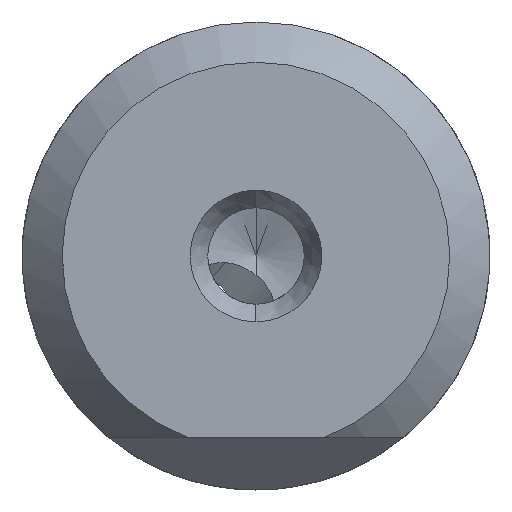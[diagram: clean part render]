
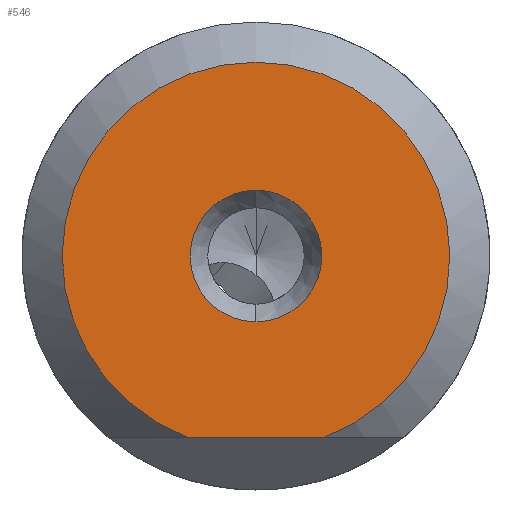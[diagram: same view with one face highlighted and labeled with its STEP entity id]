
A CAD part, left-side view. The second image highlights one B-rep face of the part: STEP entity #546.
In plain terms, the highlighted planar face has unit normal (-1, 0, 0).
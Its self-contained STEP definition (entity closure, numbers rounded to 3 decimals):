
#19 = CARTESIAN_POINT ( 'NONE',  ( 0., 0., 0. ) ) ;
#31 = DIRECTION ( 'NONE',  ( 0., 0., 1. ) ) ;
#88 = DIRECTION ( 'NONE',  ( 1., 0., 0. ) ) ;
#251 = CARTESIAN_POINT ( 'NONE',  ( 0., 2.25, -6.2 ) ) ;
#266 = EDGE_LOOP ( 'NONE', ( #290, #758 ) ) ;
#290 = ORIENTED_EDGE ( 'NONE', *, *, #1658, .F. ) ;
#303 = DIRECTION ( 'NONE',  ( 0., 0., 1. ) ) ;
#334 = VERTEX_POINT ( 'NONE', #394 ) ;
#394 = CARTESIAN_POINT ( 'NONE',  ( 0., -2.335, -6.2 ) ) ;
#473 = DIRECTION ( 'NONE',  ( -1., 0., 0. ) ) ;
#494 = EDGE_CURVE ( 'NONE', #803, #334, #608, .T. ) ;
#546 = ADVANCED_FACE ( 'NONE', ( #732, #2543 ), #881, .F. ) ;
#581 = CIRCLE ( 'NONE', #1926, 2.25 ) ;
#582 = CIRCLE ( 'NONE', #664, 6.625 ) ;
#598 = CARTESIAN_POINT ( 'NONE',  ( 0., 0., 0. ) ) ;
#608 = LINE ( 'NONE', #251, #2643 ) ;
#664 = AXIS2_PLACEMENT_3D ( 'NONE', #2329, #473, #303 ) ;
#732 = FACE_BOUND ( 'NONE', #266, .T. ) ;
#758 = ORIENTED_EDGE ( 'NONE', *, *, #868, .F. ) ;
#781 = AXIS2_PLACEMENT_3D ( 'NONE', #19, #1633, #31 ) ;
#803 = VERTEX_POINT ( 'NONE', #1618 ) ;
#868 = EDGE_CURVE ( 'NONE', #2339, #1530, #1752, .T. ) ;
#881 = PLANE ( 'NONE',  #2601 ) ;
#1113 = CARTESIAN_POINT ( 'NONE',  ( 0., 2.25, 0. ) ) ;
#1138 = CARTESIAN_POINT ( 'NONE',  ( 0., 0., -2.25 ) ) ;
#1530 = VERTEX_POINT ( 'NONE', #2352 ) ;
#1618 = CARTESIAN_POINT ( 'NONE',  ( 0., 2.335, -6.2 ) ) ;
#1633 = DIRECTION ( 'NONE',  ( -1., 0., 0. ) ) ;
#1658 = EDGE_CURVE ( 'NONE', #1530, #2339, #581, .T. ) ;
#1752 = CIRCLE ( 'NONE', #781, 2.25 ) ;
#1814 = EDGE_LOOP ( 'NONE', ( #2515, #2389 ) ) ;
#1926 = AXIS2_PLACEMENT_3D ( 'NONE', #598, #2254, #2658 ) ;
#1934 = DIRECTION ( 'NONE',  ( 0., 0., -1. ) ) ;
#2254 = DIRECTION ( 'NONE',  ( -1., 0., 0. ) ) ;
#2268 = DIRECTION ( 'NONE',  ( 0., -1., 0. ) ) ;
#2329 = CARTESIAN_POINT ( 'NONE',  ( 0., 0., 0. ) ) ;
#2339 = VERTEX_POINT ( 'NONE', #1138 ) ;
#2352 = CARTESIAN_POINT ( 'NONE',  ( 0., 0., 2.25 ) ) ;
#2369 = EDGE_CURVE ( 'NONE', #334, #803, #582, .T. ) ;
#2389 = ORIENTED_EDGE ( 'NONE', *, *, #494, .T. ) ;
#2515 = ORIENTED_EDGE ( 'NONE', *, *, #2369, .T. ) ;
#2543 = FACE_OUTER_BOUND ( 'NONE', #1814, .T. ) ;
#2601 = AXIS2_PLACEMENT_3D ( 'NONE', #1113, #88, #1934 ) ;
#2643 = VECTOR ( 'NONE', #2268, 1000. ) ;
#2658 = DIRECTION ( 'NONE',  ( 0., 0., 1. ) ) ;
